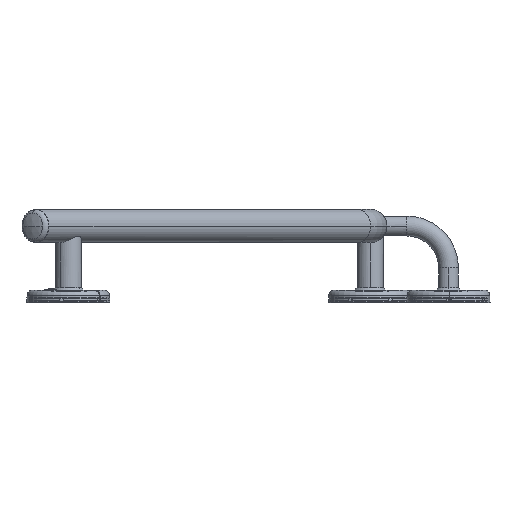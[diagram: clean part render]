
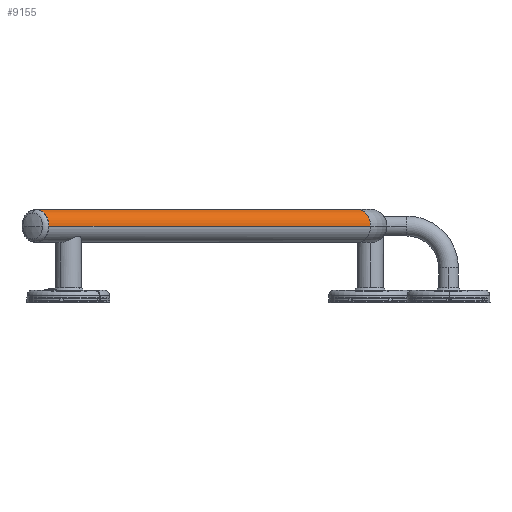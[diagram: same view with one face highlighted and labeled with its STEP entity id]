
A CAD part, left-side view. The second image highlights one B-rep face of the part: STEP entity #9155.
In plain terms, the highlighted cylindrical face has radius 15.9 mm (diameter 31.8 mm), a partial arc.
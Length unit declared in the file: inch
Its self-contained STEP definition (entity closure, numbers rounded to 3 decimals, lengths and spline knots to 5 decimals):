
#332 = EDGE_CURVE ( 'NONE', #7128, #960, #9245, .T. ) ;
#366 = CARTESIAN_POINT ( 'NONE',  ( -9.39889, -2.33218, -2.9064 ) ) ;
#494 = AXIS2_PLACEMENT_3D ( 'NONE', #366, #10995, #10227 ) ;
#495 = VERTEX_POINT ( 'NONE', #4549 ) ;
#529 = EDGE_LOOP ( 'NONE', ( #9895, #721, #4301, #4952, #10009 ) ) ;
#582 = CARTESIAN_POINT ( 'NONE',  ( -23.85946, 9.80167, -2.28042 ) ) ;
#721 = ORIENTED_EDGE ( 'NONE', *, *, #11127, .T. ) ;
#791 = CARTESIAN_POINT ( 'NONE',  ( -9.80127, -2.81171, -2.9064 ) ) ;
#852 = DIRECTION ( 'NONE',  ( -0.766, 0.643, 0. ) ) ;
#960 = VERTEX_POINT ( 'NONE', #582 ) ;
#1040 = CARTESIAN_POINT ( 'NONE',  ( -8.99652, -1.85265, -2.9064 ) ) ;
#1369 = DIRECTION ( 'NONE',  ( 0., 0., 1. ) ) ;
#1464 = CIRCLE ( 'NONE', #12057, 0.62598 ) ;
#3223 = FACE_OUTER_BOUND ( 'NONE', #529, .T. ) ;
#4301 = ORIENTED_EDGE ( 'NONE', *, *, #5639, .T. ) ;
#4549 = CARTESIAN_POINT ( 'NONE',  ( -23.45708, 10.2812, -2.9064 ) ) ;
#4952 = ORIENTED_EDGE ( 'NONE', *, *, #11479, .F. ) ;
#5006 = DIRECTION ( 'NONE',  ( -0.766, 0.643, 0. ) ) ;
#5188 = CARTESIAN_POINT ( 'NONE',  ( -23.85946, 9.80167, -2.9064 ) ) ;
#5202 = AXIS2_PLACEMENT_3D ( 'NONE', #10587, #852, #8619 ) ;
#5639 = EDGE_CURVE ( 'NONE', #10993, #495, #11036, .T. ) ;
#6497 = VECTOR ( 'NONE', #9121, 39.37008 ) ;
#7128 = VERTEX_POINT ( 'NONE', #7335 ) ;
#7335 = CARTESIAN_POINT ( 'NONE',  ( -24.26183, 9.32214, -2.9064 ) ) ;
#7477 = CARTESIAN_POINT ( 'NONE',  ( -9.39889, -2.33218, -2.9064 ) ) ;
#7867 = VERTEX_POINT ( 'NONE', #8705 ) ;
#8365 = DIRECTION ( 'NONE',  ( -0.766, 0.643, 0. ) ) ;
#8619 = DIRECTION ( 'NONE',  ( 0., 0., 1. ) ) ;
#8669 = VECTOR ( 'NONE', #12498, 39.37008 ) ;
#8705 = CARTESIAN_POINT ( 'NONE',  ( -9.80127, -2.81171, -2.9064 ) ) ;
#9121 = DIRECTION ( 'NONE',  ( -0.766, 0.643, 0. ) ) ;
#9155 = ADVANCED_FACE ( 'Defeatured_0_1', ( #3223 ), #9205, .T. ) ;
#9205 = CYLINDRICAL_SURFACE ( 'NONE', #494, 0.62598 ) ;
#9245 = CIRCLE ( 'NONE', #9450, 0.62598 ) ;
#9450 = AXIS2_PLACEMENT_3D ( 'NONE', #5188, #5006, #1369 ) ;
#9895 = ORIENTED_EDGE ( 'NONE', *, *, #12556, .F. ) ;
#10009 = ORIENTED_EDGE ( 'NONE', *, *, #332, .F. ) ;
#10078 = CARTESIAN_POINT ( 'NONE',  ( -8.99652, -1.85265, -2.9064 ) ) ;
#10227 = DIRECTION ( 'NONE',  ( 0.643, 0.766, 0. ) ) ;
#10587 = CARTESIAN_POINT ( 'NONE',  ( -23.85946, 9.80167, -2.9064 ) ) ;
#10729 = LINE ( 'NONE', #791, #8669 ) ;
#10993 = VERTEX_POINT ( 'NONE', #1040 ) ;
#10995 = DIRECTION ( 'NONE',  ( -0.766, 0.643, 0. ) ) ;
#11036 = LINE ( 'NONE', #10078, #6497 ) ;
#11093 = CIRCLE ( 'NONE', #5202, 0.62598 ) ;
#11127 = EDGE_CURVE ( 'NONE', #7867, #10993, #1464, .T. ) ;
#11229 = DIRECTION ( 'NONE',  ( 0., 0., 1. ) ) ;
#11479 = EDGE_CURVE ( 'NONE', #960, #495, #11093, .T. ) ;
#12057 = AXIS2_PLACEMENT_3D ( 'NONE', #7477, #8365, #11229 ) ;
#12498 = DIRECTION ( 'NONE',  ( -0.766, 0.643, 0. ) ) ;
#12556 = EDGE_CURVE ( 'NONE', #7867, #7128, #10729, .T. ) ;
